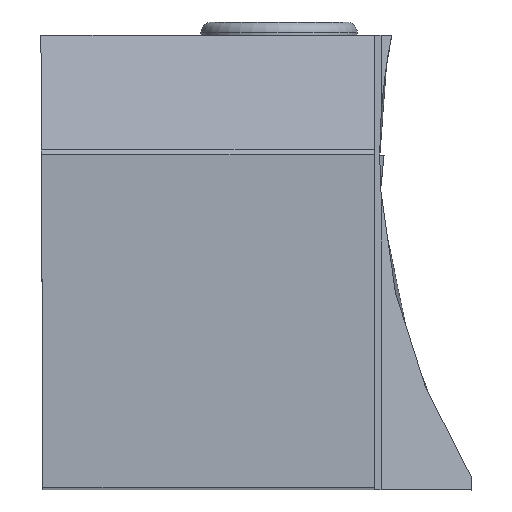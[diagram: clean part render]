
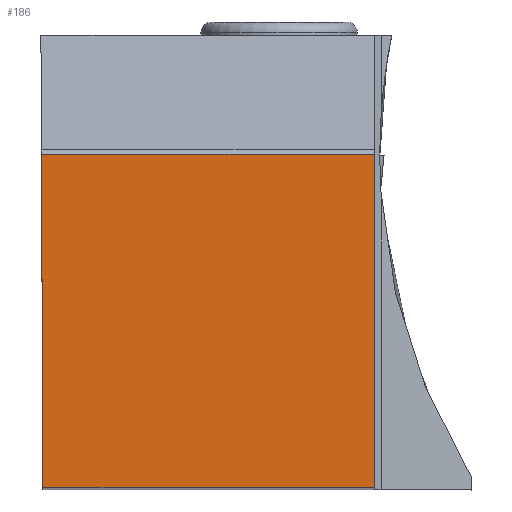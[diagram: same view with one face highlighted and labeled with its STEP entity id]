
A CAD part, top view. The second image highlights one B-rep face of the part: STEP entity #186.
In plain terms, the highlighted planar face has unit normal (0, 0, 1).
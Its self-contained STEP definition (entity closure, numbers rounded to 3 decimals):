
#186=ADVANCED_FACE('BLANK_BOXF006',(#294),#235,.F.);
#235=PLANE('',#1415);
#294=FACE_OUTER_BOUND('',#356,.T.);
#356=EDGE_LOOP('',(#660,#661,#662,#663));
#660=ORIENTED_EDGE('',*,*,#1013,.T.);
#661=ORIENTED_EDGE('',*,*,#1014,.T.);
#662=ORIENTED_EDGE('',*,*,#1009,.T.);
#663=ORIENTED_EDGE('',*,*,#1003,.T.);
#851=VERTEX_POINT('',#2278);
#852=VERTEX_POINT('',#2280);
#854=VERTEX_POINT('',#2291);
#857=VERTEX_POINT('',#2299);
#1003=EDGE_CURVE('',#852,#851,#1124,.T.);
#1009=EDGE_CURVE('',#854,#852,#1130,.T.);
#1013=EDGE_CURVE('',#851,#857,#1134,.T.);
#1014=EDGE_CURVE('',#857,#854,#1135,.T.);
#1124=LINE('',#2279,#1242);
#1130=LINE('',#2290,#1248);
#1134=LINE('',#2298,#1252);
#1135=LINE('',#2300,#1253);
#1242=VECTOR('',#1698,1.);
#1248=VECTOR('',#1710,1.);
#1252=VECTOR('',#1716,1.);
#1253=VECTOR('',#1717,1.);
#1415=AXIS2_PLACEMENT_3D('',#2301,#1718,#1719);
#1698=DIRECTION('',(1.,0.,0.));
#1710=DIRECTION('',(0.004,-1.,0.));
#1716=DIRECTION('',(0.,1.,0.));
#1717=DIRECTION('',(-1.,0.,0.));
#1718=DIRECTION('',(0.,0.,-1.));
#1719=DIRECTION('',(0.,-1.,0.));
#2278=CARTESIAN_POINT('',(25.273,0.,0.));
#2279=CARTESIAN_POINT('',(-151.4,0.,0.));
#2280=CARTESIAN_POINT('',(0.11,0.,0.));
#2290=CARTESIAN_POINT('',(-0.55,151.399,0.));
#2291=CARTESIAN_POINT('',(0.,25.273,0.));
#2298=CARTESIAN_POINT('',(25.273,-151.4,0.));
#2299=CARTESIAN_POINT('',(25.273,25.273,0.));
#2300=CARTESIAN_POINT('',(151.4,25.273,0.));
#2301=CARTESIAN_POINT('',(32.61,-5.,0.));
